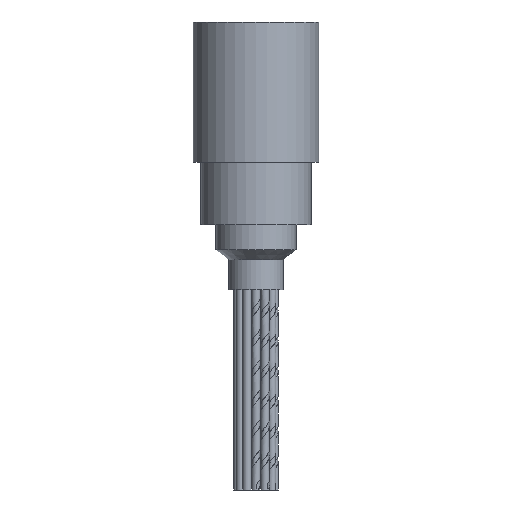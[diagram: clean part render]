
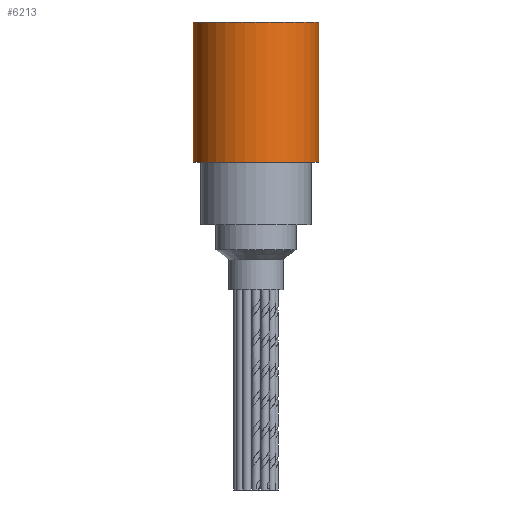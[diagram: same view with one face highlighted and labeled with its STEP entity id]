
A CAD part, front view. The second image highlights one B-rep face of the part: STEP entity #6213.
In plain terms, the highlighted cylindrical face has radius 12.5 mm (diameter 25 mm), a full revolution.
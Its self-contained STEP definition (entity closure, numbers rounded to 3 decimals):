
#47=CYLINDRICAL_SURFACE($,#6481,12.5);
#60=CIRCLE($,#6351,12.5);
#111=CIRCLE($,#6482,12.5);
#191=FACE_BOUND($,#1362,.T.);
#950=FACE_OUTER_BOUND($,#1361,.T.);
#1361=EDGE_LOOP($,(#5415));
#1362=EDGE_LOOP($,(#5416));
#2818=VERTEX_POINT($,#10604);
#2911=VERTEX_POINT($,#15112);
#3620=EDGE_CURVE($,#2818,#2818,#60,.T.);
#3749=EDGE_CURVE($,#2911,#2911,#111,.T.);
#5415=ORIENTED_EDGE($,*,*,#3620,.T.);
#5416=ORIENTED_EDGE($,*,*,#3749,.F.);
#6213=ADVANCED_FACE($,(#950,#191),#47,.T.);
#6351=AXIS2_PLACEMENT_3D($,#10605,#7191,#7192);
#6481=AXIS2_PLACEMENT_3D($,#15111,#7499,#7500);
#6482=AXIS2_PLACEMENT_3D($,#15113,#7501,#7502);
#7191=DIRECTION('center_axis',(0.,0.,-1.));
#7192=DIRECTION('ref_axis',(-1.,0.,0.));
#7499=DIRECTION('center_axis',(0.,0.,1.));
#7500=DIRECTION('ref_axis',(-1.,0.,0.));
#7501=DIRECTION('center_axis',(0.,0.,-1.));
#7502=DIRECTION('ref_axis',(-1.,0.,0.));
#10604=CARTESIAN_POINT('',(12.5,0.,28.));
#10605=CARTESIAN_POINT('Origin',(0.,0.,28.));
#15111=CARTESIAN_POINT('Origin',(0.,0.,0.));
#15112=CARTESIAN_POINT('',(12.5,0.,0.));
#15113=CARTESIAN_POINT('Origin',(0.,0.,0.));
